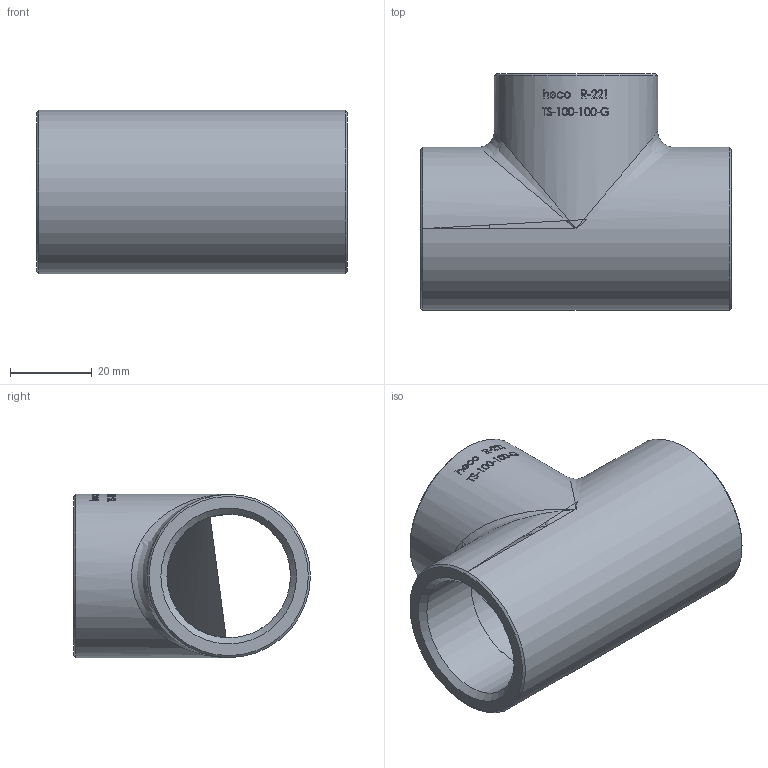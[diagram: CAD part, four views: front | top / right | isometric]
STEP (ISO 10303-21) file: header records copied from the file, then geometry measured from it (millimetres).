
FILE_DESCRIPTION (( 'STEP AP214' ), '1' );
FILE_NAME ('TS-100-100-G R-221 T-Stück 2011.STEP', '2020-11-18T08:42:06', ( '' ), ( '' ), 'SwSTEP 2.0', 'SolidWorks 2019', '' );
FILE_SCHEMA (( 'AUTOMOTIVE_DESIGN' ));
Length unit declared in the file: millimetre
Products named in the file (1): TS-100-100-G R-221 T-Stück 2011
Bounding box: 76 x 58 x 40 mm (x, y, z)
Volume: 48745.6 mm3; surface area: 21271.9 mm2
Topology: 1 solids, 1 shells, 51 faces, 247 edges, 220 vertices
Faces by surface type: cylinder 35, plane 6, cone 6, bspline 4
Full cylindrical faces by diameter (mm): 30.271 x2, 30.291 x3, 40 x2
Entity records: 5672 total; most frequent: CARTESIAN_POINT 3634, ORIENTED_EDGE 444, DIRECTION 239, EDGE_CURVE 222, VERTEX_POINT 218, B_SPLINE_CURVE_WITH_KNOTS 128, AXIS2_PLACEMENT_3D 105, EDGE_LOOP 100
